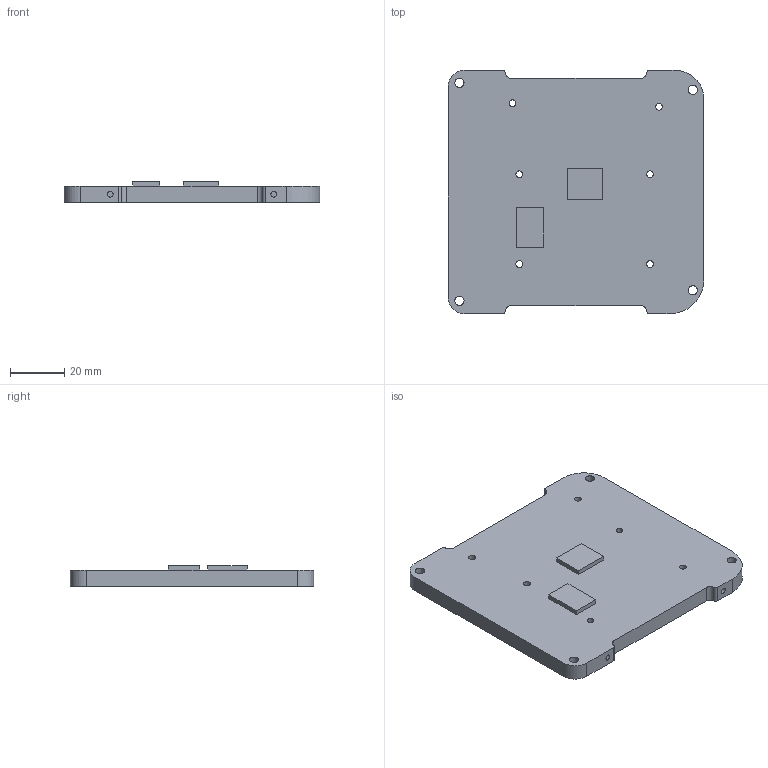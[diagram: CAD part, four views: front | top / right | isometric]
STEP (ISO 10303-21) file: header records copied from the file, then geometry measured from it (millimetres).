
FILE_DESCRIPTION(('STEP AP214'), '1');
FILE_NAME('madiz_main_plast_v2_0', '', ('UNSPECIFIED'), ('UNSPECIFIED'), 'C3D Converter', 'C3D Toolkit', '');
FILE_SCHEMA(('AUTOMOTIVE_DESIGN { 1 0 10303 214 3 1 1}'));
Length unit declared in the file: millimetre
Products named in the file (2): рамка-В-МАДИЗ
Assembly tree (1 placements, depth 2):
  (unnamed)
    рамка-В-МАДИЗ
Bounding box: 94 x 89.4 x 7.7 mm (x, y, z)
Volume: 48219.3 mm3; surface area: 19528.2 mm2
Topology: 3 solids, 3 shells, 52 faces, 126 edges, 84 vertices
Faces by surface type: plane 26, cylinder 26
Full cylindrical faces by diameter (mm): 2.05 x4, 2.5 x6, 3.4 x4
Entity records: 2027 total; most frequent: DIRECTION 272, CARTESIAN_POINT 250, ORIENTED_EDGE 224, EDGE_CURVE 112, AXIS2_PLACEMENT_3D 106, EDGE_LOOP 90, VERTEX_POINT 84, FACE_BOUND 62
